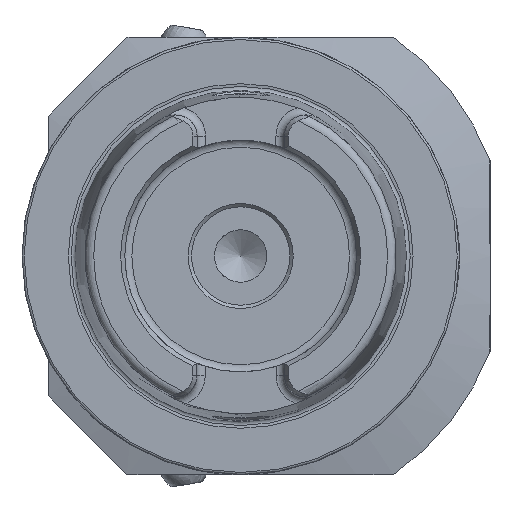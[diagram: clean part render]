
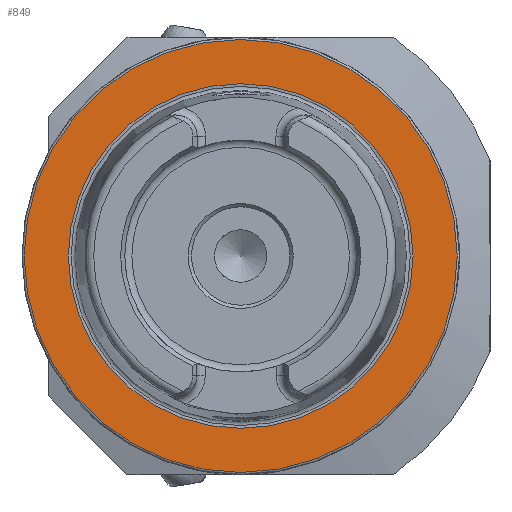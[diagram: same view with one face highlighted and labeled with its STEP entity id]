
A CAD part, left-side view. The second image highlights one B-rep face of the part: STEP entity #849.
In plain terms, the highlighted planar face has unit normal (-1, 0, 0).
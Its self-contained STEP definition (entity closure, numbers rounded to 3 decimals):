
#174 = DIRECTION ( 'NONE',  ( -1., 0., 0. ) ) ;
#423 = EDGE_LOOP ( 'NONE', ( #5653 ) ) ;
#849 = ADVANCED_FACE ( 'NONE', ( #4322, #4694 ), #1686, .F. ) ;
#979 = DIRECTION ( 'NONE',  ( 0., 0., -1. ) ) ;
#1048 = ORIENTED_EDGE ( 'NONE', *, *, #4173, .T. ) ;
#1686 = PLANE ( 'NONE',  #3399 ) ;
#2503 = VERTEX_POINT ( 'NONE', #4677 ) ;
#2665 = DIRECTION ( 'NONE',  ( 0., 0., 1. ) ) ;
#2792 = CARTESIAN_POINT ( 'NONE',  ( 0., 49.5, 0. ) ) ;
#2905 = CARTESIAN_POINT ( 'NONE',  ( 0., 0., 0. ) ) ;
#3380 = AXIS2_PLACEMENT_3D ( 'NONE', #2905, #4042, #5910 ) ;
#3399 = AXIS2_PLACEMENT_3D ( 'NONE', #2792, #3968, #979 ) ;
#3800 = EDGE_CURVE ( 'NONE', #2503, #2503, #6851, .T. ) ;
#3824 = CARTESIAN_POINT ( 'NONE',  ( 0., 0., 0. ) ) ;
#3968 = DIRECTION ( 'NONE',  ( 1., 0., 0. ) ) ;
#4042 = DIRECTION ( 'NONE',  ( -1., 0., 0. ) ) ;
#4119 = CARTESIAN_POINT ( 'NONE',  ( 0., 0., 49.5 ) ) ;
#4173 = EDGE_CURVE ( 'NONE', #6514, #6514, #7933, .T. ) ;
#4322 = FACE_BOUND ( 'NONE', #423, .T. ) ;
#4677 = CARTESIAN_POINT ( 'NONE',  ( 0., 0., 39.405 ) ) ;
#4694 = FACE_OUTER_BOUND ( 'NONE', #7229, .T. ) ;
#5653 = ORIENTED_EDGE ( 'NONE', *, *, #3800, .F. ) ;
#5910 = DIRECTION ( 'NONE',  ( 0., 0., 1. ) ) ;
#6514 = VERTEX_POINT ( 'NONE', #4119 ) ;
#6579 = AXIS2_PLACEMENT_3D ( 'NONE', #3824, #174, #2665 ) ;
#6851 = CIRCLE ( 'NONE', #3380, 39.405 ) ;
#7229 = EDGE_LOOP ( 'NONE', ( #1048 ) ) ;
#7933 = CIRCLE ( 'NONE', #6579, 49.5 ) ;
